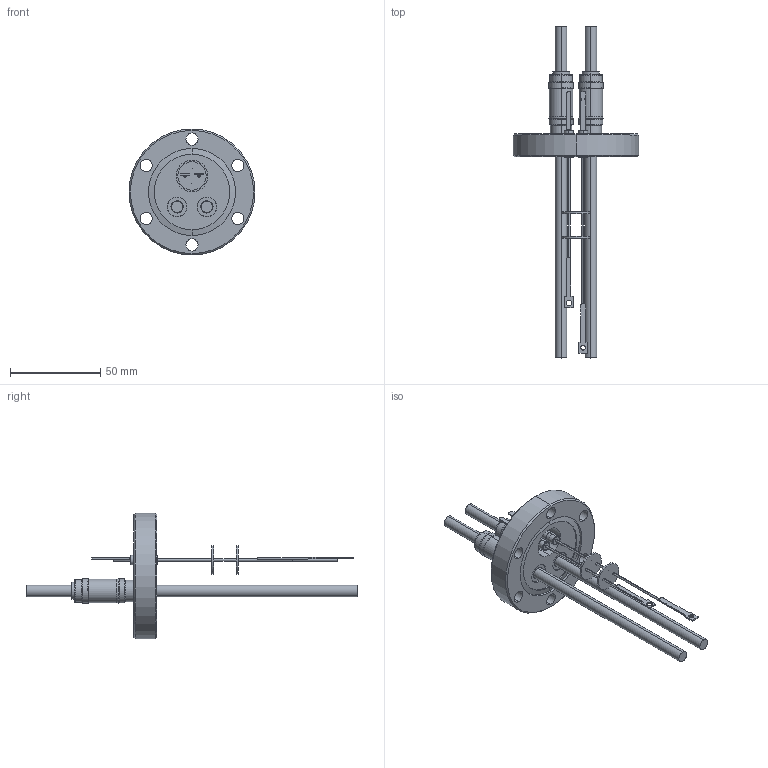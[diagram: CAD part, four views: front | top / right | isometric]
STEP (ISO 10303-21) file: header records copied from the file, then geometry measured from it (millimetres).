
FILE_DESCRIPTION (( 'STEP AP214' ), '1' );
FILE_NAME ('263-TCK-1-CU150-2-C40.STEP', '2018-06-06T08:40:20', ( 'allectra' ), ( 'Microsoft' ), 'SwSTEP 2.0', 'SolidWorks 2014', '' );
FILE_SCHEMA (( 'AUTOMOTIVE_DESIGN' ));
Length unit declared in the file: millimetre
Products named in the file (1): 263-TCK-1-CU150-2-C40
Bounding box: 69.85 x 184.15 x 69.85 mm (x, y, z)
Volume: 59325.3 mm3; surface area: 29627.6 mm2
Topology: 1 solids, 3 shells, 289 faces, 662 edges, 426 vertices
Faces by surface type: cylinder 158, plane 89, cone 30, torus 8, bspline 4
Entity records: 8739 total; most frequent: DIRECTION 1591, CARTESIAN_POINT 1518, ORIENTED_EDGE 1324, EDGE_CURVE 662, AXIS2_PLACEMENT_3D 651, VERTEX_POINT 426, EDGE_LOOP 368, CIRCLE 365
